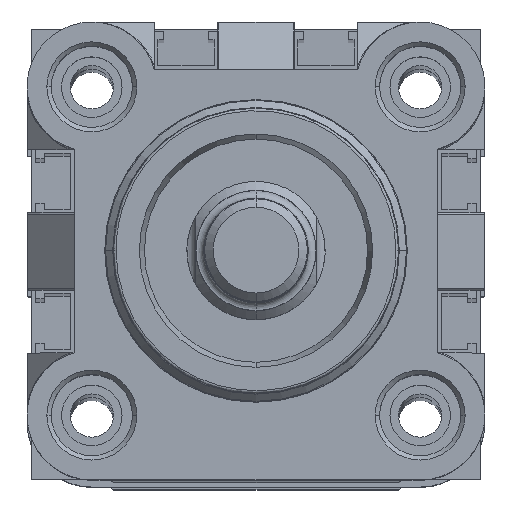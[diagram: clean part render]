
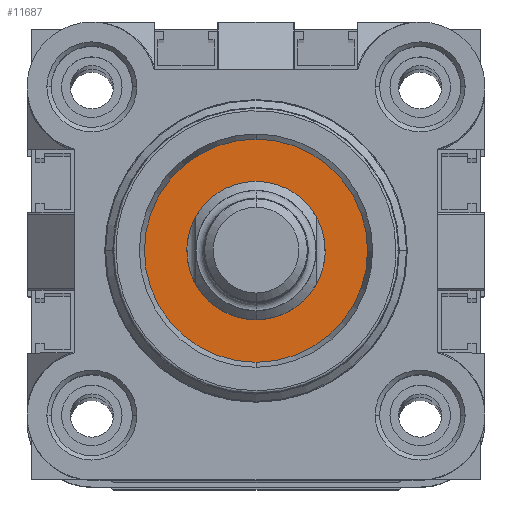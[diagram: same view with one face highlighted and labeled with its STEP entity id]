
A CAD part, top view. The second image highlights one B-rep face of the part: STEP entity #11687.
In plain terms, the highlighted face is planar.
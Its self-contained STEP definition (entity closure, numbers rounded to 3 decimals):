
#1907 = FACE_OUTER_BOUND ( 'NONE', #6289, .T. ) ;
#2377 = AXIS2_PLACEMENT_3D ( 'NONE', #19516, #7400, #21539 ) ;
#4279 = CARTESIAN_POINT ( 'NONE',  ( 21., 21., -18.5 ) ) ;
#4439 = DIRECTION ( 'NONE',  ( 0., 0., -1. ) ) ;
#5045 = CIRCLE ( 'NONE', #25961, 8. ) ;
#5434 = CARTESIAN_POINT ( 'NONE',  ( 29., 21., -18.5 ) ) ;
#5605 = PLANE ( 'NONE',  #24885 ) ;
#6289 = EDGE_LOOP ( 'NONE', ( #15336, #11143 ) ) ;
#6305 = DIRECTION ( 'NONE',  ( -1., 0., 0. ) ) ;
#6674 = DIRECTION ( 'NONE',  ( 0., 0., -1. ) ) ;
#6914 = CARTESIAN_POINT ( 'NONE',  ( 21., 33.918, -18.5 ) ) ;
#7400 = DIRECTION ( 'NONE',  ( 0., 0., -1. ) ) ;
#7661 = DIRECTION ( 'NONE',  ( -1., 0., 0. ) ) ;
#7949 = FACE_BOUND ( 'NONE', #11340, .T. ) ;
#7964 = CARTESIAN_POINT ( 'NONE',  ( 21., 8.082, -18.5 ) ) ;
#8662 = VERTEX_POINT ( 'NONE', #22522 ) ;
#9887 = CIRCLE ( 'NONE', #17870, 8. ) ;
#10013 = EDGE_CURVE ( 'NONE', #20765, #8662, #9887, .T. ) ;
#10810 = VERTEX_POINT ( 'NONE', #6914 ) ;
#11143 = ORIENTED_EDGE ( 'NONE', *, *, #19096, .T. ) ;
#11340 = EDGE_LOOP ( 'NONE', ( #19559, #19542 ) ) ;
#11661 = CARTESIAN_POINT ( 'NONE',  ( 34.073, 7.927, -18.5 ) ) ;
#11687 = ADVANCED_FACE ( 'NONE', ( #7949, #1907 ), #5605, .T. ) ;
#12006 = AXIS2_PLACEMENT_3D ( 'NONE', #16589, #4439, #18612 ) ;
#15021 = CIRCLE ( 'NONE', #2377, 12.918 ) ;
#15336 = ORIENTED_EDGE ( 'NONE', *, *, #16730, .T. ) ;
#16589 = CARTESIAN_POINT ( 'NONE',  ( 21., 21., -18.5 ) ) ;
#16730 = EDGE_CURVE ( 'NONE', #10810, #17175, #17580, .T. ) ;
#17175 = VERTEX_POINT ( 'NONE', #7964 ) ;
#17580 = CIRCLE ( 'NONE', #12006, 12.918 ) ;
#17870 = AXIS2_PLACEMENT_3D ( 'NONE', #4279, #18438, #6305 ) ;
#18438 = DIRECTION ( 'NONE',  ( 0., 0., -1. ) ) ;
#18612 = DIRECTION ( 'NONE',  ( 0., 1., 0. ) ) ;
#18813 = CARTESIAN_POINT ( 'NONE',  ( 21., 21., -18.5 ) ) ;
#19096 = EDGE_CURVE ( 'NONE', #17175, #10810, #15021, .T. ) ;
#19516 = CARTESIAN_POINT ( 'NONE',  ( 21., 21., -18.5 ) ) ;
#19542 = ORIENTED_EDGE ( 'NONE', *, *, #10013, .F. ) ;
#19559 = ORIENTED_EDGE ( 'NONE', *, *, #21691, .F. ) ;
#19782 = DIRECTION ( 'NONE',  ( 0., 0., -1. ) ) ;
#20765 = VERTEX_POINT ( 'NONE', #5434 ) ;
#20843 = DIRECTION ( 'NONE',  ( -1., 0., 0. ) ) ;
#21539 = DIRECTION ( 'NONE',  ( 0., 1., 0. ) ) ;
#21691 = EDGE_CURVE ( 'NONE', #8662, #20765, #5045, .T. ) ;
#22522 = CARTESIAN_POINT ( 'NONE',  ( 13., 21., -18.5 ) ) ;
#24885 = AXIS2_PLACEMENT_3D ( 'NONE', #11661, #19782, #7661 ) ;
#25961 = AXIS2_PLACEMENT_3D ( 'NONE', #18813, #6674, #20843 ) ;
